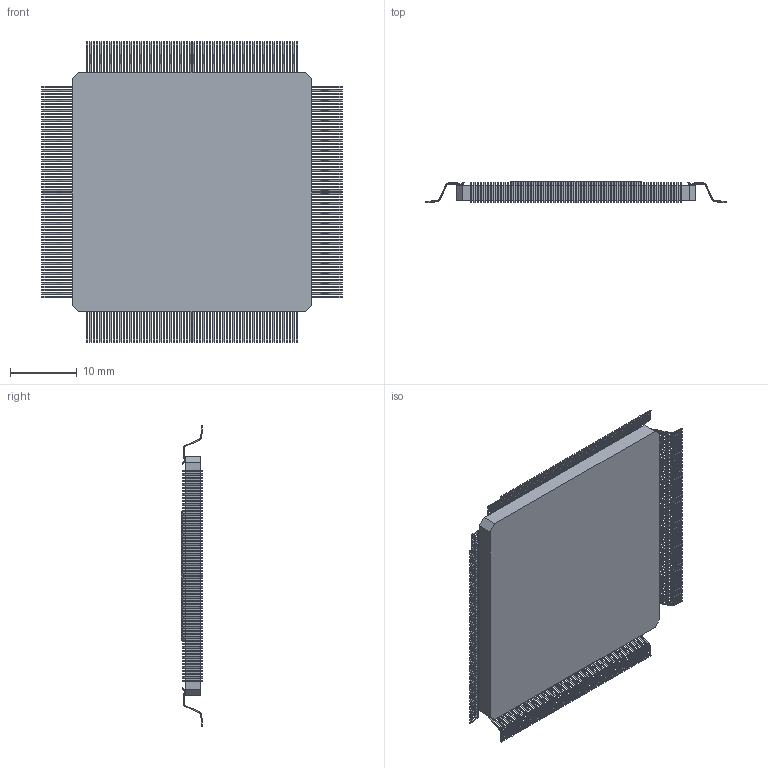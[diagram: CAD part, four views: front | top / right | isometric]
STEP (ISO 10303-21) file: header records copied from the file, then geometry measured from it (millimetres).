
FILE_DESCRIPTION (( 'STEP AP214' ), '1' );
FILE_NAME ('Êîðïóñ 4244.256-3 ôîðìîâàííûé.STEP', '2019-01-15T10:44:45', ( 'Admin' ), ( '' ), 'SwSTEP 2.0', 'SolidWorks 2015', '' );
FILE_SCHEMA (( 'AUTOMOTIVE_DESIGN' ));
Length unit declared in the file: millimetre
Products named in the file (1110): Âûâîä ôîðìîâàííûé; ﾎ魵瑙韃; 扰黓蠉錭; Êðûøêà; 挓鍱鍧; Êîðïóñ 4244.256-3 ôîðìîâàííûé; Îñíîâàíèå ôîðìîâàííûé
Assembly tree (1104 placements, depth 3):
  Âûâîä ôîðìîâàííûé
  Âûâîä ôîðìîâàííûé
  Âûâîä ôîðìîâàííûé
  Âûâîä ôîðìîâàííûé
  Âûâîä ôîðìîâàííûé
Bounding box: 45.11 x 3.2 x 45.11 mm (x, y, z)
Volume: 3151.9 mm3; surface area: 10073.9 mm2
Topology: 1103 solids, 1103 shells, 22449 faces, 59859 edges, 39906 vertices
Faces by surface type: plane 13626, cylinder 8823
Entity records: 131393 total; most frequent: CARTESIAN_POINT 15719, DIRECTION 14821, ORIENTED_EDGE 14310, EDGE_CURVE 7155, VECTOR 7077, LINE 7077, VERTEX_POINT 4770, AXIS2_PLACEMENT_3D 3872
